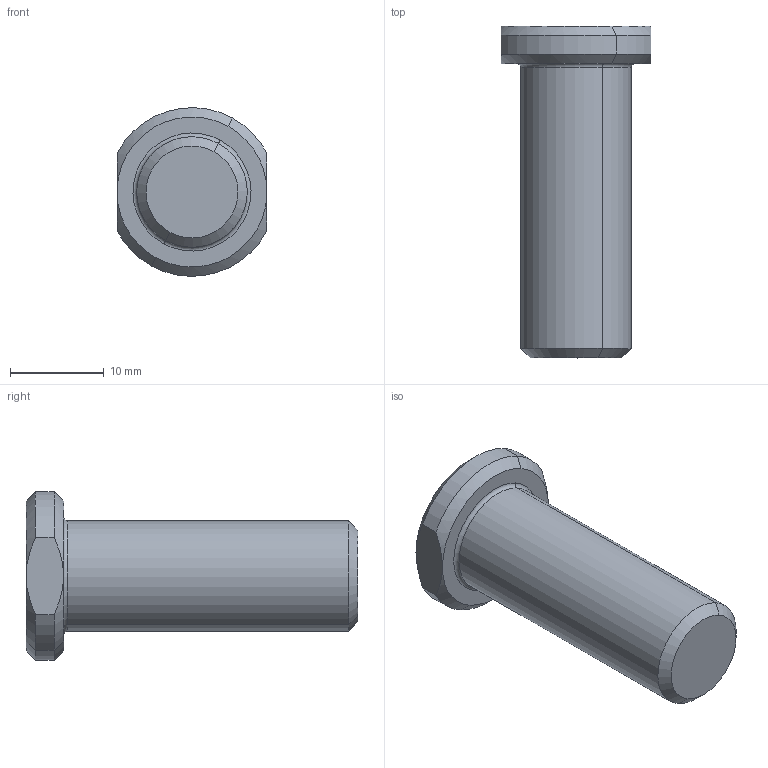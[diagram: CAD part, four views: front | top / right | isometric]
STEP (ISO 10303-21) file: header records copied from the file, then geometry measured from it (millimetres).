
FILE_DESCRIPTION(('CATIA V5 STEP Exchange'),'2;1');
FILE_NAME('Insert biellette.stp','2019-01-14T09:03:39+00:00',('none'),('none'),'CATIA Version 5 Release 19 SP 2 (IN-10)','CATIA V5 STEP AP203','none');
FILE_SCHEMA(('CONFIG_CONTROL_DESIGN'));
Length unit declared in the file: millimetre
Products named in the file (1): SU_0900_002
Bounding box: 16 x 35.4 x 18 mm (x, y, z)
Volume: 3771.4 mm3; surface area: 2256.3 mm2
Topology: 1 solids, 1 shells, 27 faces, 66 edges, 41 vertices
Faces by surface type: cone 12, cylinder 8, plane 5, torus 2
Entity records: 814 total; most frequent: CARTESIAN_POINT 219, ORIENTED_EDGE 128, DIRECTION 82, EDGE_CURVE 64, AXIS2_PLACEMENT_3D 48, VERTEX_POINT 41, CIRCLE 30, EDGE_LOOP 29
